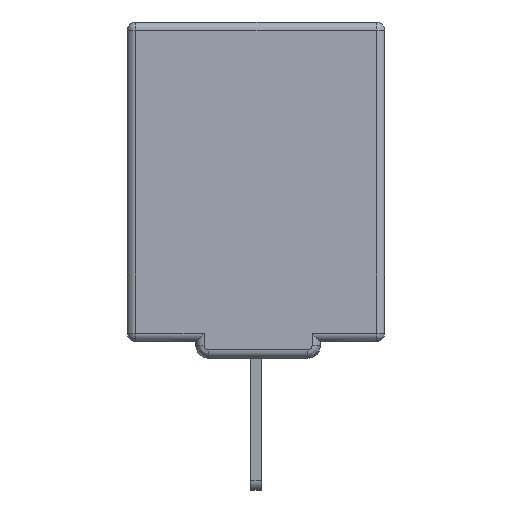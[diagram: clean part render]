
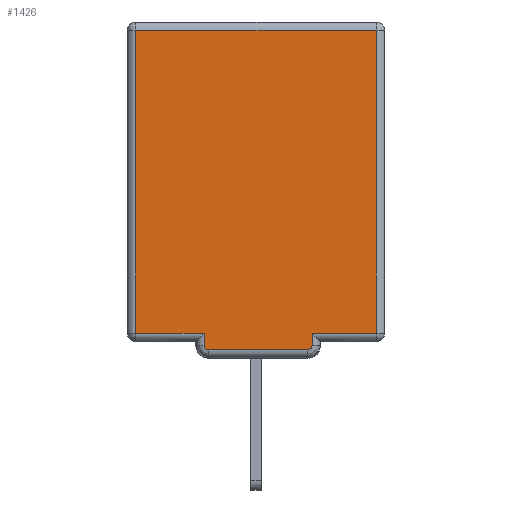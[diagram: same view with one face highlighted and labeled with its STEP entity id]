
A CAD part, left-side view. The second image highlights one B-rep face of the part: STEP entity #1426.
In plain terms, the highlighted planar face has unit normal (-1, 0, 0).
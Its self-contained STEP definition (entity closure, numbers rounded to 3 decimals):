
#1426=ADVANCED_FACE('',(#1671),#1559,.F.);
#1559=PLANE('',#4456);
#1671=FACE_OUTER_BOUND('',#1852,.T.);
#1852=EDGE_LOOP('',(#2744,#2745,#2746,#2747,#2748,#2749,#2750,#2751,#2752,
#2753));
#1992=LINE('',#5727,#2218);
#1993=LINE('',#5755,#2219);
#2011=LINE('',#5840,#2237);
#2017=LINE('',#5858,#2243);
#2061=LINE('',#6149,#2287);
#2062=LINE('',#6150,#2288);
#2063=LINE('',#6151,#2289);
#2064=LINE('',#6153,#2290);
#2218=VECTOR('',#4730,1.);
#2219=VECTOR('',#4743,1.);
#2237=VECTOR('',#4813,1.);
#2243=VECTOR('',#4833,1.);
#2287=VECTOR('',#5129,1.);
#2288=VECTOR('',#5130,1.);
#2289=VECTOR('',#5131,1.);
#2290=VECTOR('',#5132,1.);
#2744=ORIENTED_EDGE('',*,*,#3545,.F.);
#2745=ORIENTED_EDGE('',*,*,#3584,.T.);
#2746=ORIENTED_EDGE('',*,*,#3710,.T.);
#2747=ORIENTED_EDGE('',*,*,#3711,.T.);
#2748=ORIENTED_EDGE('',*,*,#3541,.T.);
#2749=ORIENTED_EDGE('',*,*,#3712,.T.);
#2750=ORIENTED_EDGE('',*,*,#3713,.T.);
#2751=ORIENTED_EDGE('',*,*,#3575,.T.);
#2752=ORIENTED_EDGE('',*,*,#3537,.F.);
#2753=ORIENTED_EDGE('',*,*,#3535,.T.);
#3295=VERTEX_POINT('',#5726);
#3296=VERTEX_POINT('',#5728);
#3297=VERTEX_POINT('',#5732);
#3299=VERTEX_POINT('',#5753);
#3301=VERTEX_POINT('',#5756);
#3303=VERTEX_POINT('',#5762);
#3326=VERTEX_POINT('',#5841);
#3331=VERTEX_POINT('',#5859);
#3338=VERTEX_POINT('',#5875);
#3404=VERTEX_POINT('',#6152);
#3535=EDGE_CURVE('',#3296,#3295,#1992,.T.);
#3537=EDGE_CURVE('',#3296,#3297,#3925,.T.);
#3541=EDGE_CURVE('',#3301,#3299,#1993,.T.);
#3545=EDGE_CURVE('',#3303,#3295,#3931,.T.);
#3575=EDGE_CURVE('',#3326,#3297,#2011,.T.);
#3584=EDGE_CURVE('',#3303,#3331,#2017,.T.);
#3710=EDGE_CURVE('',#3331,#3338,#2061,.T.);
#3711=EDGE_CURVE('',#3338,#3301,#2062,.T.);
#3712=EDGE_CURVE('',#3299,#3404,#2063,.T.);
#3713=EDGE_CURVE('',#3404,#3326,#2064,.T.);
#3925=CIRCLE('',#4293,0.1);
#3931=CIRCLE('',#4300,0.1);
#4293=AXIS2_PLACEMENT_3D('',#5731,#4735,#4736);
#4300=AXIS2_PLACEMENT_3D('',#5764,#4751,#4752);
#4456=AXIS2_PLACEMENT_3D('',#6154,#5133,#5134);
#4730=DIRECTION('',(0.,-1.,0.));
#4735=DIRECTION('',(1.,0.,0.));
#4736=DIRECTION('',(0.,0.,-1.));
#4743=DIRECTION('',(0.,1.,0.));
#4751=DIRECTION('',(1.,0.,0.));
#4752=DIRECTION('',(0.,0.,-1.));
#4813=DIRECTION('',(0.,0.,-1.));
#4833=DIRECTION('',(0.,0.,1.));
#5129=DIRECTION('',(0.,-1.,0.));
#5130=DIRECTION('',(0.,0.,1.));
#5131=DIRECTION('',(0.,0.,-1.));
#5132=DIRECTION('',(0.,-1.,0.));
#5133=DIRECTION('',(1.,0.,0.));
#5134=DIRECTION('',(0.,0.,-1.));
#5726=CARTESIAN_POINT('',(-12.05,-1.3,-0.2));
#5727=CARTESIAN_POINT('',(-12.05,3.05,-0.2));
#5728=CARTESIAN_POINT('',(-12.05,1.1,-0.2));
#5731=CARTESIAN_POINT('',(-12.05,1.1,-0.1));
#5732=CARTESIAN_POINT('',(-12.05,1.2,-0.1));
#5753=CARTESIAN_POINT('',(-12.05,2.85,7.5));
#5755=CARTESIAN_POINT('',(-12.05,3.05,7.5));
#5756=CARTESIAN_POINT('',(-12.05,-2.95,7.5));
#5762=CARTESIAN_POINT('',(-12.05,-1.4,-0.1));
#5764=CARTESIAN_POINT('',(-12.05,-1.3,-0.1));
#5840=CARTESIAN_POINT('',(-12.05,1.2,-0.4));
#5841=CARTESIAN_POINT('',(-12.05,1.2,0.2));
#5858=CARTESIAN_POINT('',(-12.05,-1.4,0.));
#5859=CARTESIAN_POINT('',(-12.05,-1.4,0.2));
#5875=CARTESIAN_POINT('',(-12.05,-2.95,0.2));
#6149=CARTESIAN_POINT('',(-12.05,3.05,0.2));
#6150=CARTESIAN_POINT('',(-12.05,-2.95,7.7));
#6151=CARTESIAN_POINT('',(-12.05,2.85,7.7));
#6152=CARTESIAN_POINT('',(-12.05,2.85,0.2));
#6153=CARTESIAN_POINT('',(-12.05,3.05,0.2));
#6154=CARTESIAN_POINT('',(-12.05,3.05,7.7));
